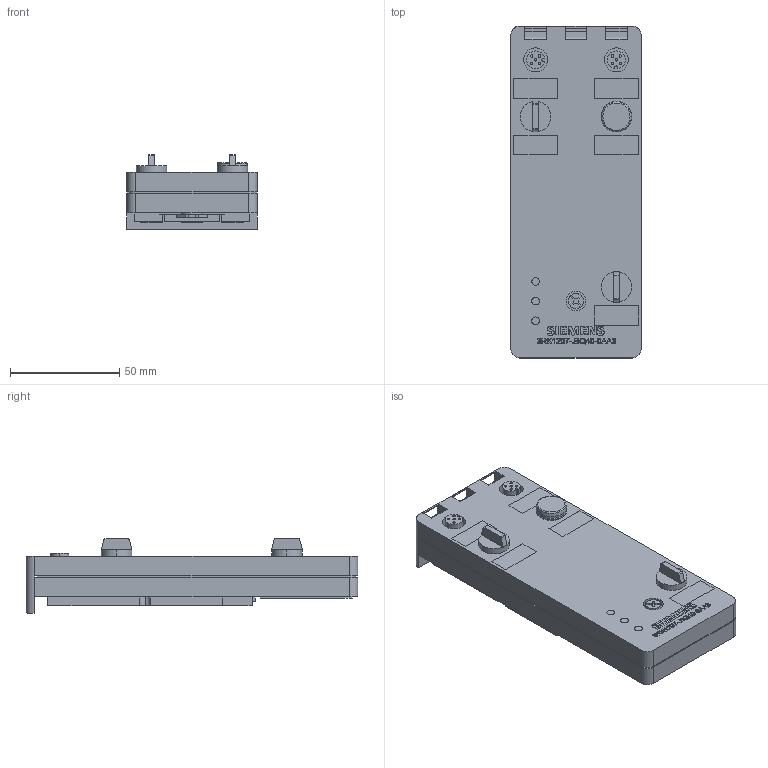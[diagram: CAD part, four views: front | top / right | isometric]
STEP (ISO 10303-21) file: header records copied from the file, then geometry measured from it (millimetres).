
FILE_DESCRIPTION(('STEP AP214'),'1');
FILE_NAME('cctmp_527EA5EA-1208-4E61-B5A8-DD0262E35D0C_2023_07_24_17_57_12_0202..stp','2023-07-24T15:57:13',('SIEMENS A&D'),('CADClick - www.CADClick.com'),'Spatial InterOp 3D postprocessed',' ','unknown authorization');
FILE_SCHEMA(('AUTOMOTIVE_DESIGN'));
Length unit declared in the file: millimetre
Products named in the file (1): 2023_07_24_17_57_12_0155
Bounding box: 59.6 x 152 x 34 mm (x, y, z)
Volume: 184891 mm3; surface area: 33198.7 mm2
Topology: 1 solids, 1 shells, 692 faces, 1807 edges, 1194 vertices
Faces by surface type: plane 436, bspline 134, cylinder 114, torus 6, cone 2
Entity records: 30134 total; most frequent: CARTESIAN_POINT 11618, ORIENTED_EDGE 3614, DIRECTION 2923, EDGE_CURVE 1807, LINE 1269, VECTOR 1269, VERTEX_POINT 1194, AXIS2_PLACEMENT_3D 827
